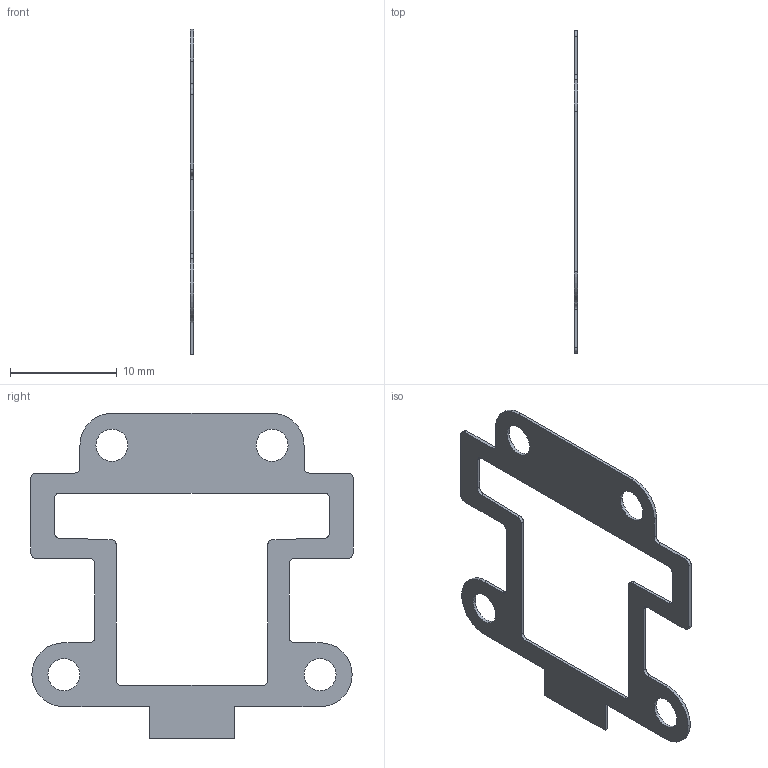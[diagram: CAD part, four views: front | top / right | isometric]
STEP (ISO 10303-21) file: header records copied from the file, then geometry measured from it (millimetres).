
FILE_SCHEMA(('CONFIG_CONTROL_DESIGN'));
Length unit declared in the file: inch
Products named in the file (1): Cam Cover Gasket
Bounding box: 0.3 x 30.2 x 30.5 mm (x, y, z)
Volume: 108.7 mm3; surface area: 802 mm2
Topology: 1 solids, 1 shells, 58 faces, 168 edges, 112 vertices
Faces by surface type: cylinder 30, plane 28
Entity records: 1897 total; most frequent: ORIENTED_EDGE 336, CARTESIAN_POINT 332, DIRECTION 270, EDGE_CURVE 168, AXIS2_PLACEMENT_3D 112, VERTEX_POINT 112, VECTOR 108, LINE 108
